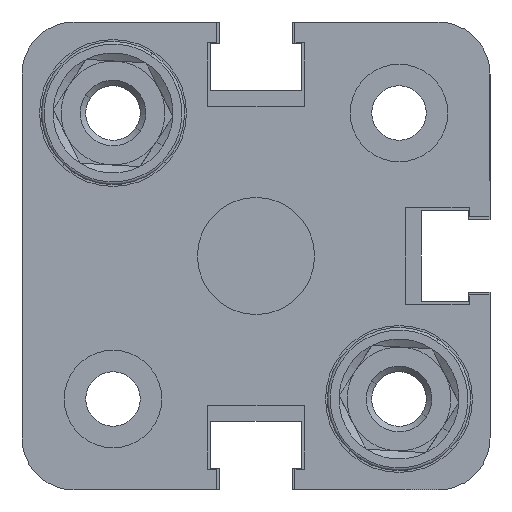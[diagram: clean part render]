
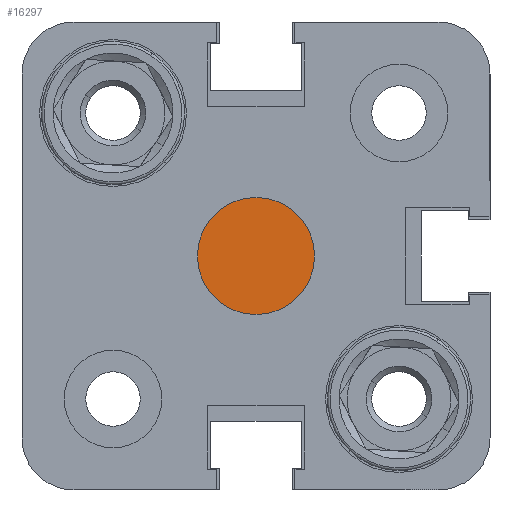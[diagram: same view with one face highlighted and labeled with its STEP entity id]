
A CAD part, left-side view. The second image highlights one B-rep face of the part: STEP entity #16297.
In plain terms, the highlighted planar face has unit normal (-1, 0, 0).
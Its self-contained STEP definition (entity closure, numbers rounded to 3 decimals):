
#2121 = DIRECTION ( 'NONE',  ( -1., 0., 0. ) ) ;
#2760 = EDGE_CURVE ( 'NONE', #14362, #25247, #4958, .T. ) ;
#3291 = ORIENTED_EDGE ( 'NONE', *, *, #2760, .T. ) ;
#4078 = DIRECTION ( 'NONE',  ( 0., 0., 1. ) ) ;
#4958 = CIRCLE ( 'NONE', #16427, 4.5 ) ;
#5153 = EDGE_LOOP ( 'NONE', ( #5253, #3291 ) ) ;
#5253 = ORIENTED_EDGE ( 'NONE', *, *, #16242, .T. ) ;
#5873 = CARTESIAN_POINT ( 'NONE',  ( 3., 0., 0. ) ) ;
#7165 = AXIS2_PLACEMENT_3D ( 'NONE', #5873, #2121, #16492 ) ;
#7932 = FACE_OUTER_BOUND ( 'NONE', #5153, .T. ) ;
#14362 = VERTEX_POINT ( 'NONE', #23561 ) ;
#16242 = EDGE_CURVE ( 'NONE', #25247, #14362, #20397, .T. ) ;
#16297 = ADVANCED_FACE ( 'NONE', ( #7932 ), #27295, .T. ) ;
#16427 = AXIS2_PLACEMENT_3D ( 'NONE', #21060, #19119, #4078 ) ;
#16492 = DIRECTION ( 'NONE',  ( 0., 0., 1. ) ) ;
#16624 = DIRECTION ( 'NONE',  ( -1., 0., 0. ) ) ;
#17738 = AXIS2_PLACEMENT_3D ( 'NONE', #25066, #16624, #20498 ) ;
#19119 = DIRECTION ( 'NONE',  ( -1., 0., 0. ) ) ;
#20074 = CARTESIAN_POINT ( 'NONE',  ( 3., 0., 4.5 ) ) ;
#20397 = CIRCLE ( 'NONE', #17738, 4.5 ) ;
#20498 = DIRECTION ( 'NONE',  ( 0., 0., 1. ) ) ;
#21060 = CARTESIAN_POINT ( 'NONE',  ( 3., 0., 0. ) ) ;
#23561 = CARTESIAN_POINT ( 'NONE',  ( 3., 0., -4.5 ) ) ;
#25066 = CARTESIAN_POINT ( 'NONE',  ( 3., 0., 0. ) ) ;
#25247 = VERTEX_POINT ( 'NONE', #20074 ) ;
#27295 = PLANE ( 'NONE',  #7165 ) ;
